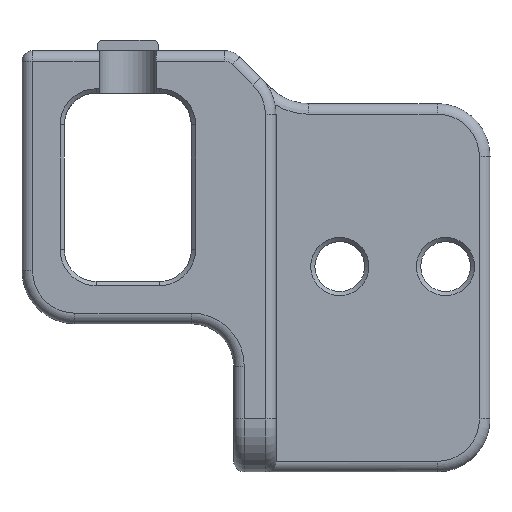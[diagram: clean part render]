
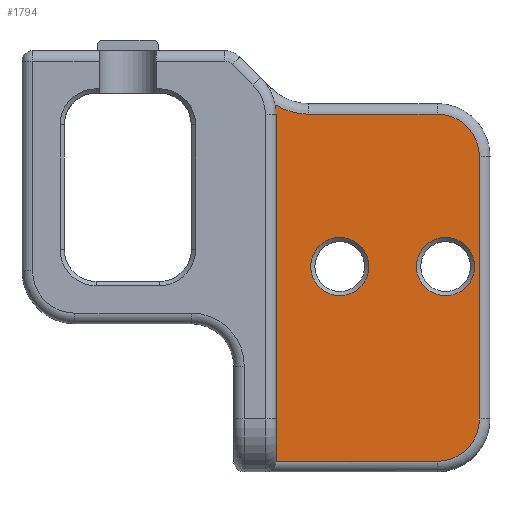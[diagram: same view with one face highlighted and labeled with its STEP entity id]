
A CAD part, front view. The second image highlights one B-rep face of the part: STEP entity #1794.
In plain terms, the highlighted planar face has unit normal (0, -1, 0).
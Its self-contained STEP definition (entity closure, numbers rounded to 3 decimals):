
#78=FACE_BOUND('',#245,.T.);
#79=FACE_BOUND('',#246,.T.);
#85=PLANE('',#1912);
#130=FACE_OUTER_BOUND('',#244,.T.);
#244=EDGE_LOOP('',(#1230,#1231,#1232,#1233,#1234,#1235,#1236,#1237));
#245=EDGE_LOOP('',(#1238));
#246=EDGE_LOOP('',(#1239));
#365=LINE('',#2732,#530);
#366=LINE('',#2734,#531);
#367=LINE('',#2738,#532);
#368=LINE('',#2741,#533);
#530=VECTOR('',#2138,10.);
#531=VECTOR('',#2139,10.);
#532=VECTOR('',#2142,10.);
#533=VECTOR('',#2145,10.);
#694=CIRCLE('',#1910,2.75);
#696=CIRCLE('',#1913,6.);
#697=CIRCLE('',#1914,5.);
#698=CIRCLE('',#1915,4.);
#699=CIRCLE('',#1916,4.);
#700=CIRCLE('',#1917,2.75);
#791=VERTEX_POINT('',#2720);
#793=VERTEX_POINT('',#2726);
#794=VERTEX_POINT('',#2727);
#795=VERTEX_POINT('',#2729);
#796=VERTEX_POINT('',#2731);
#797=VERTEX_POINT('',#2733);
#798=VERTEX_POINT('',#2735);
#799=VERTEX_POINT('',#2737);
#800=VERTEX_POINT('',#2739);
#801=VERTEX_POINT('',#2742);
#952=EDGE_CURVE('',#791,#791,#694,.T.);
#955=EDGE_CURVE('',#793,#794,#696,.T.);
#956=EDGE_CURVE('',#793,#795,#697,.T.);
#957=EDGE_CURVE('',#795,#796,#365,.T.);
#958=EDGE_CURVE('',#797,#796,#366,.T.);
#959=EDGE_CURVE('',#798,#797,#698,.T.);
#960=EDGE_CURVE('',#799,#798,#367,.T.);
#961=EDGE_CURVE('',#800,#799,#699,.T.);
#962=EDGE_CURVE('',#794,#800,#368,.T.);
#963=EDGE_CURVE('',#801,#801,#700,.T.);
#1230=ORIENTED_EDGE('',*,*,#955,.F.);
#1231=ORIENTED_EDGE('',*,*,#956,.T.);
#1232=ORIENTED_EDGE('',*,*,#957,.T.);
#1233=ORIENTED_EDGE('',*,*,#958,.F.);
#1234=ORIENTED_EDGE('',*,*,#959,.F.);
#1235=ORIENTED_EDGE('',*,*,#960,.F.);
#1236=ORIENTED_EDGE('',*,*,#961,.F.);
#1237=ORIENTED_EDGE('',*,*,#962,.F.);
#1238=ORIENTED_EDGE('',*,*,#963,.F.);
#1239=ORIENTED_EDGE('',*,*,#952,.F.);
#1794=ADVANCED_FACE('',(#130,#78,#79),#85,.T.);
#1910=AXIS2_PLACEMENT_3D('',#2721,#2127,#2128);
#1912=AXIS2_PLACEMENT_3D('',#2725,#2132,#2133);
#1913=AXIS2_PLACEMENT_3D('',#2728,#2134,#2135);
#1914=AXIS2_PLACEMENT_3D('',#2730,#2136,#2137);
#1915=AXIS2_PLACEMENT_3D('',#2736,#2140,#2141);
#1916=AXIS2_PLACEMENT_3D('',#2740,#2143,#2144);
#1917=AXIS2_PLACEMENT_3D('',#2743,#2146,#2147);
#2127=DIRECTION('center_axis',(0.,-1.,
0.));
#2128=DIRECTION('ref_axis',(-1.,0.,0.));
#2132=DIRECTION('center_axis',(0.,-1.,
0.));
#2133=DIRECTION('ref_axis',(-1.,0.,0.));
#2134=DIRECTION('center_axis',(0.,-1.,
0.));
#2135=DIRECTION('ref_axis',(-0.383,0.,-0.924));
#2136=DIRECTION('center_axis',(0.,1.,0.));
#2137=DIRECTION('ref_axis',(1.,0.,0.));
#2138=DIRECTION('',(0.,0.,-1.));
#2139=DIRECTION('',(-1.,0.,0.));
#2140=DIRECTION('center_axis',(0.,1.,0.));
#2141=DIRECTION('ref_axis',(0.707,0.,-0.707));
#2142=DIRECTION('',(0.,0.,-1.));
#2143=DIRECTION('center_axis',(0.,1.,0.));
#2144=DIRECTION('ref_axis',(0.707,0.,0.707));
#2145=DIRECTION('',(1.,0.,0.));
#2146=DIRECTION('center_axis',(0.,-1.,
0.));
#2147=DIRECTION('ref_axis',(-1.,0.,0.));
#2720=CARTESIAN_POINT('',(-17.63,-19.61,20.485));
#2721=CARTESIAN_POINT('Origin',(-20.38,-19.61,20.485));
#2725=CARTESIAN_POINT('Origin',(-8.634,-19.61,23.485));
#2726=CARTESIAN_POINT('',(-26.501,-19.61,35.789));
#2727=CARTESIAN_POINT('',(-23.334,-19.61,34.885));
#2728=CARTESIAN_POINT('Origin',(-23.334,-19.61,40.885));
#2729=CARTESIAN_POINT('',(-26.405,-19.61,34.814));
#2730=CARTESIAN_POINT('Origin',(-31.405,-19.61,34.814));
#2731=CARTESIAN_POINT('',(-26.405,-19.61,2.085));
#2732=CARTESIAN_POINT('',(-26.405,-19.61,19.285));
#2733=CARTESIAN_POINT('',(-11.185,-19.61,2.085));
#2734=CARTESIAN_POINT('',(-14.527,-19.61,2.085));
#2735=CARTESIAN_POINT('',(-7.185,-19.61,6.085));
#2736=CARTESIAN_POINT('Origin',(-11.185,-19.61,6.085));
#2737=CARTESIAN_POINT('',(-7.185,-19.61,30.885));
#2738=CARTESIAN_POINT('',(-7.185,-19.61,18.485));
#2739=CARTESIAN_POINT('',(-11.185,-19.61,34.885));
#2740=CARTESIAN_POINT('Origin',(-11.185,-19.61,30.885));
#2741=CARTESIAN_POINT('',(-14.527,-19.61,34.885));
#2742=CARTESIAN_POINT('',(-7.63,-19.61,20.485));
#2743=CARTESIAN_POINT('Origin',(-10.38,-19.61,20.485));
